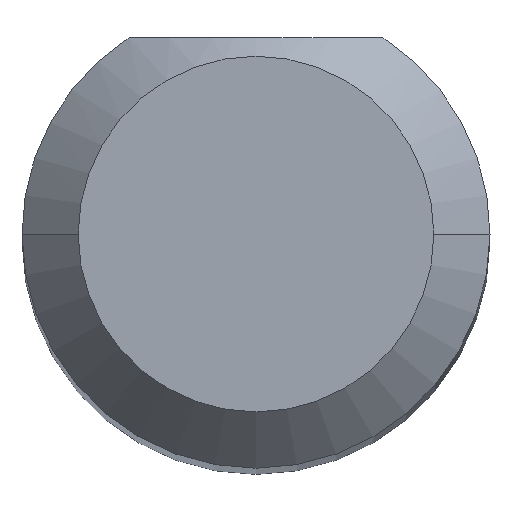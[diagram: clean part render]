
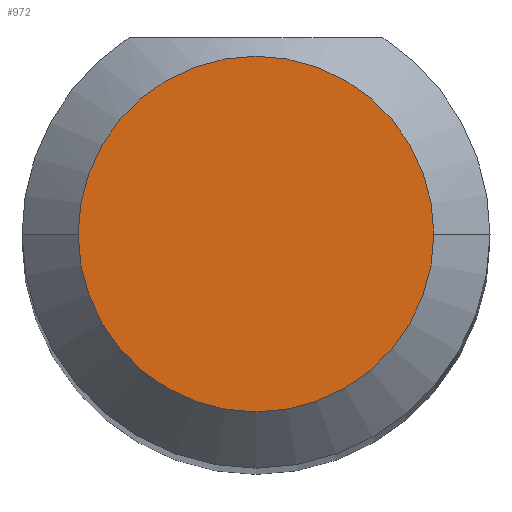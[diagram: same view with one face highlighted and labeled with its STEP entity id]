
A CAD part, top view. The second image highlights one B-rep face of the part: STEP entity #972.
In plain terms, the highlighted planar face has unit normal (0, 0, 1).
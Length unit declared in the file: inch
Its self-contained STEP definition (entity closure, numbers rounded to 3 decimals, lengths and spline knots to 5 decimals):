
#82 = EDGE_CURVE ( 'NONE', #573, #735, #195, .T. ) ;
#195 = CIRCLE ( 'NONE', #632, 0.0475 ) ;
#240 = DIRECTION ( 'NONE',  ( 0., 0., 1. ) ) ;
#243 = CARTESIAN_POINT ( 'NONE',  ( 0., 0., 1.5 ) ) ;
#356 = CARTESIAN_POINT ( 'NONE',  ( 0., 0., 1.5 ) ) ;
#382 = EDGE_CURVE ( 'NONE', #735, #573, #743, .T. ) ;
#409 = DIRECTION ( 'NONE',  ( 0., 0., 1. ) ) ;
#456 = CARTESIAN_POINT ( 'NONE',  ( -0.0475, 0., 1.5 ) ) ;
#492 = DIRECTION ( 'NONE',  ( 1., 0., 0. ) ) ;
#498 = EDGE_LOOP ( 'NONE', ( #1027, #880 ) ) ;
#531 = DIRECTION ( 'NONE',  ( 0., 0., 1. ) ) ;
#573 = VERTEX_POINT ( 'NONE', #456 ) ;
#593 = DIRECTION ( 'NONE',  ( 1., 0., 0. ) ) ;
#603 = CARTESIAN_POINT ( 'NONE',  ( 0., 0., 1.5 ) ) ;
#632 = AXIS2_PLACEMENT_3D ( 'NONE', #243, #409, #492 ) ;
#684 = AXIS2_PLACEMENT_3D ( 'NONE', #356, #531, #942 ) ;
#735 = VERTEX_POINT ( 'NONE', #914 ) ;
#743 = CIRCLE ( 'NONE', #684, 0.0475 ) ;
#848 = FACE_OUTER_BOUND ( 'NONE', #498, .T. ) ;
#880 = ORIENTED_EDGE ( 'NONE', *, *, #382, .T. ) ;
#914 = CARTESIAN_POINT ( 'NONE',  ( 0.0475, 0., 1.5 ) ) ;
#942 = DIRECTION ( 'NONE',  ( 1., 0., 0. ) ) ;
#972 = ADVANCED_FACE ( 'NONE', ( #848 ), #1018, .T. ) ;
#1018 = PLANE ( 'NONE',  #1096 ) ;
#1027 = ORIENTED_EDGE ( 'NONE', *, *, #82, .T. ) ;
#1096 = AXIS2_PLACEMENT_3D ( 'NONE', #603, #240, #593 ) ;
